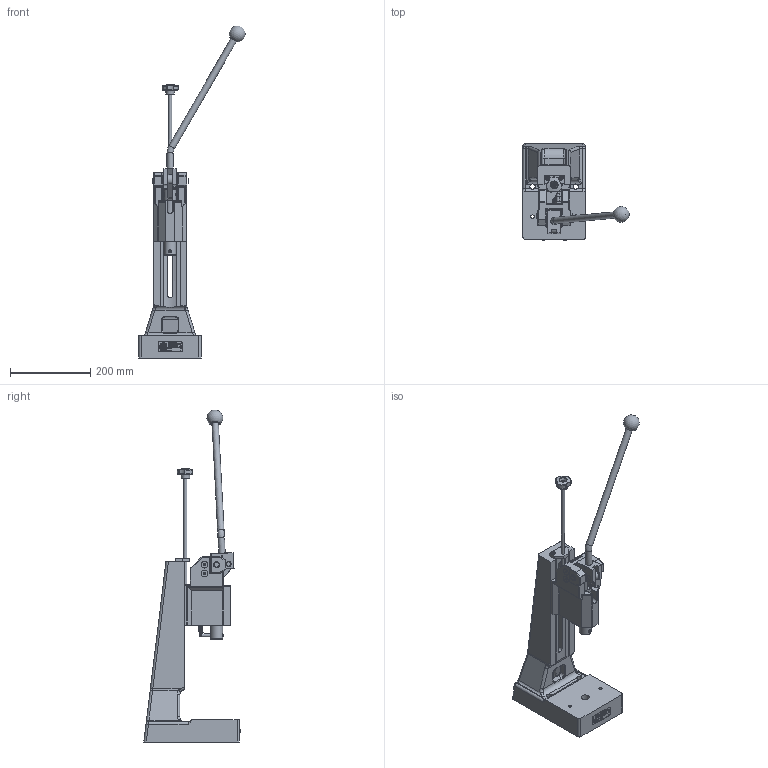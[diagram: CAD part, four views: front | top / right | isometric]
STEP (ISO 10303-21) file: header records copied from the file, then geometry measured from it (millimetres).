
FILE_DESCRIPTION(/* description */ ('CL 1200 K weiß'),/* implementation_level */ '2;1');
FILE_NAME(/* name */ 'CL_1200_K.stp',/* time_stamp */ '2021-12-06T09:54:57+01:00',/* author */ ('RFinsterle'),/* organization */ (''),/* preprocessor_version */ 'ST-DEVELOPER v17',/* originating_system */ 'Autodesk Inventor 2018',/* authorisation */ '');
FILE_SCHEMA (('AUTOMOTIVE_DESIGN { 1 0 10303 214 3 1 1 }'));
Products named in the file (5): ENG-005251_V; ENG-005252_V; ENG-005253_V; ENG-000035; ENG-000755
Assembly tree (5 placements, depth 2):
  ENG-005251_V
    ENG-005252_V
    ENG-005253_V
    ENG-000035
    ENG-000755  x2
Bounding box: 265.24 x 240.49 x 829.16 mm (x, y, z)
Volume: 3555778.5 mm3; surface area: 517252.7 mm2
Topology: 6 solids, 6 shells, 3054 faces, 8087 edges, 5200 vertices
Faces by surface type: plane 1412, bspline 1072, cylinder 348, sphere 80, torus 72, cone 70
Full cylindrical faces by diameter (mm): 1.2 x2, 3 x6, 3.15 x1, 3.3 x2, 4 x1, 4.917 x2, 5 x1, 6.5 x2, 6.647 x3, 7.323 x1, 8 x8, 8.376 x2, 9.5 x1, 10 x3, 10.106 x3, 11 x3, 11.4 x1, 11.98 x4, 12 x5, 12.03 x2, 13 x5, 14 x1, 14.02 x1, 14.03 x2, 15.98 x2, 17 x3, 18 x3, 20 x1, 26 x2, 30 x2
Entity records: 113071 total; most frequent: CARTESIAN_POINT 41467, ORIENTED_EDGE 15950, DIRECTION 10754, EDGE_CURVE 7975, VERTEX_POINT 5185, LINE 4726, VECTOR 4726, EDGE_LOOP 3334
